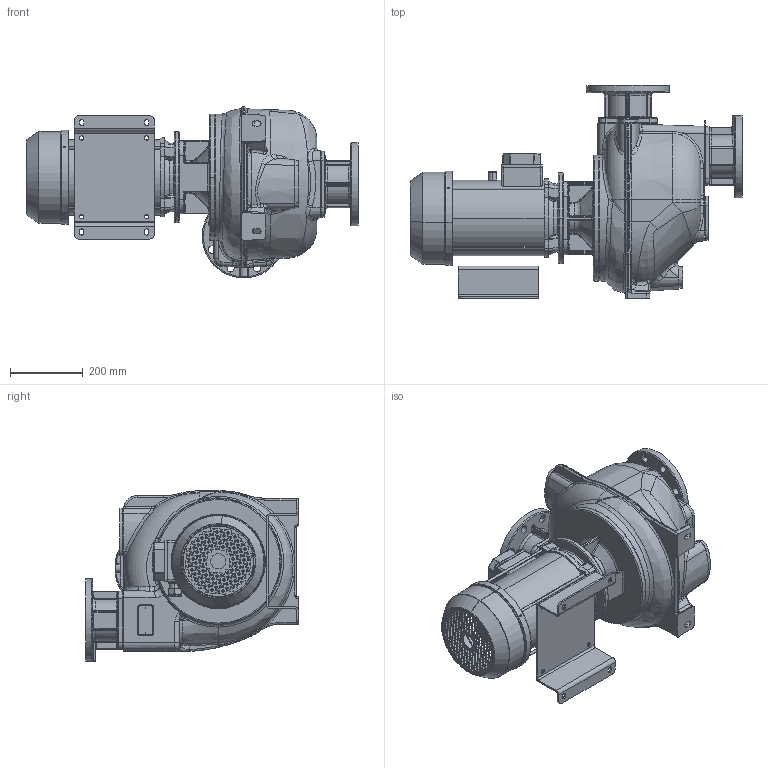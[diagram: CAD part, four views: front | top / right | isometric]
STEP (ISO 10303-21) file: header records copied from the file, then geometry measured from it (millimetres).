
FILE_DESCRIPTION((''),'2;1');
FILE_NAME('0000091878','2022-10-18T16:46:56',('Nicola'),(''),'CREO PARAMETRIC BY PTC INC, 2020354','CREO PARAMETRIC BY PTC INC, 2020354','');
FILE_SCHEMA(('CONFIG_CONTROL_DESIGN'));
Products named in the file (1): 0000091878
Bounding box: 910.5 x 584 x 467.4 mm (x, y, z)
Volume: 57056316.6 mm3; surface area: 2158417.5 mm2
Topology: 10 solids, 10 shells, 2772 faces, 7306 edges, 4551 vertices
Faces by surface type: plane 1377, cylinder 669, bspline 356, torus 209, cone 105, sphere 46, extrusion 10
Entity records: 110221 total; most frequent: CARTESIAN_POINT 43166, ORIENTED_EDGE 14510, DIRECTION 12837, EDGE_CURVE 7255, VERTEX_POINT 4551, VECTOR 4419, LINE 4409, AXIS2_PLACEMENT_3D 4209
